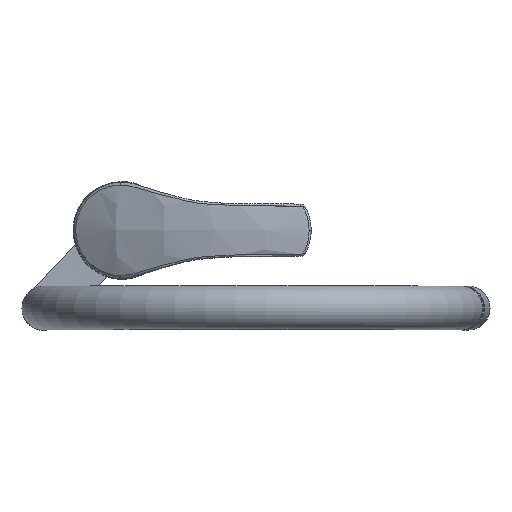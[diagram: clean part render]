
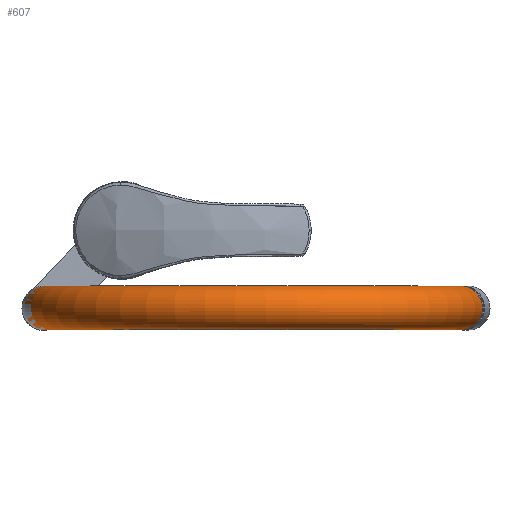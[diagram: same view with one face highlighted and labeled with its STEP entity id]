
A CAD part, top view. The second image highlights one B-rep face of the part: STEP entity #607.
In plain terms, the highlighted toroidal (fillet/blend) face has major radius 110.5 mm and minor radius 11.5 mm.
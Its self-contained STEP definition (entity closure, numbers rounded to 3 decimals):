
#25=TOROIDAL_SURFACE('',#905,110.5,11.5);
#196=ORIENTED_EDGE('',*,*,#323,.T.);
#197=ORIENTED_EDGE('',*,*,#321,.F.);
#321=EDGE_CURVE('',#393,#393,#441,.F.);
#323=EDGE_CURVE('',#395,#395,#443,.F.);
#393=VERTEX_POINT('',#1150);
#395=VERTEX_POINT('',#1156);
#441=CIRCLE('',#900,11.5);
#443=CIRCLE('',#904,11.5);
#481=EDGE_LOOP('',(#196));
#482=EDGE_LOOP('',(#197));
#544=FACE_BOUND('',#481,.T.);
#545=FACE_BOUND('',#482,.T.);
#607=ADVANCED_FACE('',(#544,#545),#25,.T.);
#900=AXIS2_PLACEMENT_3D('',#1149,#995,#996);
#904=AXIS2_PLACEMENT_3D('',#1155,#1003,#1004);
#905=AXIS2_PLACEMENT_3D('',#1157,#1005,#1006);
#995=DIRECTION('',(-0.174,0.,0.985));
#996=DIRECTION('',(-0.985,0.,-0.174));
#1003=DIRECTION('',(0.,0.,-1.));
#1004=DIRECTION('',(1.,0.,0.));
#1005=DIRECTION('',(0.,-1.,0.));
#1006=DIRECTION('',(0.,0.,-1.));
#1149=CARTESIAN_POINT('',(178.309,-41.012,235.688));
#1150=CARTESIAN_POINT('',(166.984,-41.012,233.691));
#1155=CARTESIAN_POINT('',(-41.012,-41.012,216.5));
#1156=CARTESIAN_POINT('',(-29.512,-41.012,216.5));
#1157=CARTESIAN_POINT('',(69.488,-41.012,216.5));
